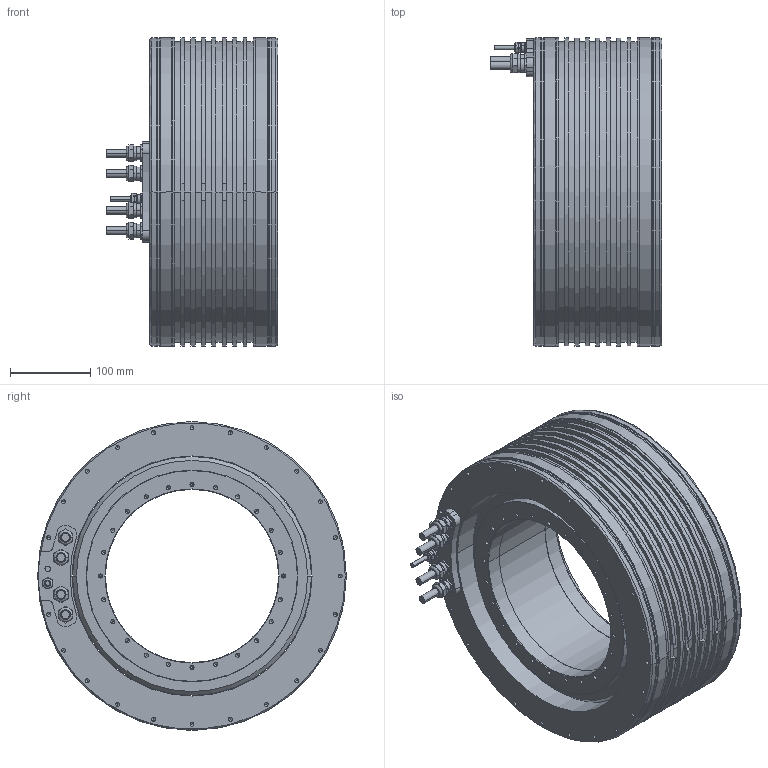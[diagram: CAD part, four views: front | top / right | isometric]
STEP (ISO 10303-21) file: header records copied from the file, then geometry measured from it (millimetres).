
FILE_DESCRIPTION((''),'2;1');
FILE_NAME('664249-01-D01_ASM','2008-06-26T',('ch5461'),(''),'PRO/ENGINEER BY PARAMETRIC TECHNOLOGY CORPORATION, 2006080','PRO/ENGINEER BY PARAMETRIC TECHNOLOGY CORPORATION, 2006080','');
FILE_SCHEMA(('CONFIG_CONTROL_DESIGN'));
Length unit declared in the file: millimetre
Products named in the file (8): 664249-02-D01; 664249-03-D01; 353668-13-K01; 647519-02-A01; 353668-04-K01; 645986-02-A01; 639395-01-K01; 664249-01-D01_ASM
Assembly tree (14 placements, depth 2):
  664249-01-D01_ASM
    664249-02-D01
    664249-03-D01
    353668-13-K01  x4
    647519-02-A01  x4
    353668-04-K01
    645986-02-A01
    639395-01-K01  x2
Bounding box: 214.5 x 385 x 385 mm (x, y, z)
Volume: 11042601.2 mm3; surface area: 885551.5 mm2
Topology: 14 solids, 15 shells, 884 faces, 2050 edges, 1138 vertices
Faces by surface type: cylinder 372, cone 258, plane 216, torus 38
Entity records: 24016 total; most frequent: DIRECTION 3715, CARTESIAN_POINT 3214, ORIENTED_EDGE 3002, PRESENTATION_STYLE_ASSIGNMENT 1510, STYLED_ITEM 1508, CURVE_STYLE 1501, EDGE_CURVE 1501, AXIS2_PLACEMENT_3D 1490
